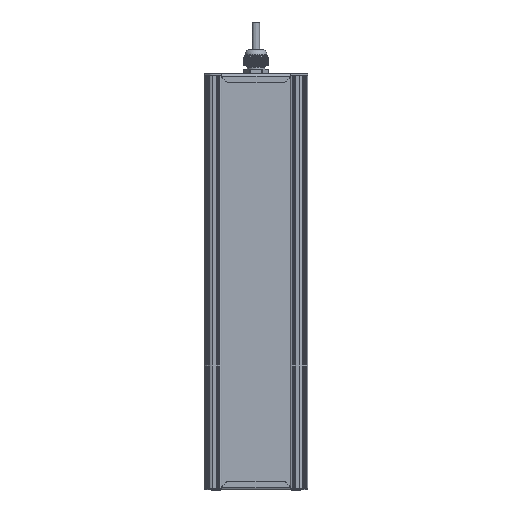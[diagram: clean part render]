
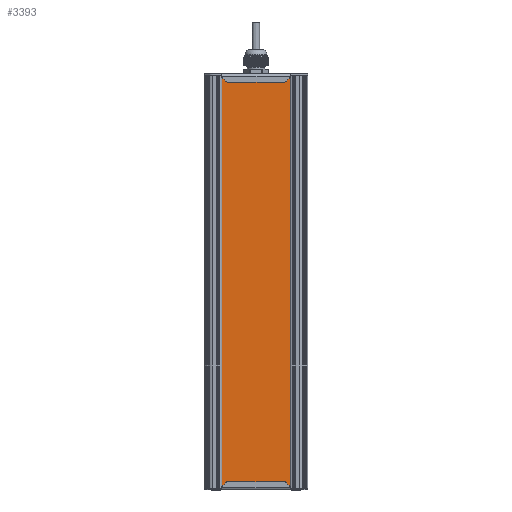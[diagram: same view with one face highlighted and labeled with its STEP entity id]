
A CAD part, front view. The second image highlights one B-rep face of the part: STEP entity #3393.
In plain terms, the highlighted face is planar.
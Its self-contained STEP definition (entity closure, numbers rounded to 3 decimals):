
#3393=ADVANCED_FACE('',(#14837),#14839,.T.);
#14837=FACE_BOUND('',#14838,.T.);
#14838=EDGE_LOOP('',(#42965,#42966,#42967,#42968));
#14839=PLANE('',#14840);
#14840=AXIS2_PLACEMENT_3D('',#14841,#14842,#14843);
#14841=CARTESIAN_POINT('',(120.465,593.492,117.308));
#14842=DIRECTION('',(0.,0.,-1.));
#14843=DIRECTION('',(0.,1.,0.));
#42965=ORIENTED_EDGE('',*,*,#50265,.T.);
#42966=ORIENTED_EDGE('',*,*,#50267,.F.);
#42967=ORIENTED_EDGE('',*,*,#50268,.F.);
#42968=ORIENTED_EDGE('',*,*,#50269,.T.);
#50265=EDGE_CURVE('',#56250,#56248,#56251,.T.);
#50267=EDGE_CURVE('',#56253,#56248,#56254,.T.);
#50268=EDGE_CURVE('',#56255,#56253,#56256,.T.);
#50269=EDGE_CURVE('',#56255,#56250,#56257,.T.);
#56248=VERTEX_POINT('',#75648);
#56250=VERTEX_POINT('',#75652);
#56251=LINE('',#75653,#75654);
#56253=VERTEX_POINT('',#75659);
#56254=LINE('',#75660,#75661);
#56255=VERTEX_POINT('',#75663);
#56256=LINE('',#75664,#75665);
#56257=LINE('',#75667,#75668);
#75648=CARTESIAN_POINT('',(491.465,679.838,117.308));
#75652=CARTESIAN_POINT('',(45.465,679.838,117.308));
#75653=CARTESIAN_POINT('',(45.465,679.838,117.308));
#75654=VECTOR('',#75655,1.);
#75655=DIRECTION('',(1.,0.,0.));
#75659=CARTESIAN_POINT('',(491.465,593.492,117.308));
#75660=CARTESIAN_POINT('',(491.465,593.492,117.308));
#75661=VECTOR('',#75662,1.);
#75662=DIRECTION('',(0.,1.,0.));
#75663=CARTESIAN_POINT('',(45.465,593.492,117.308));
#75664=CARTESIAN_POINT('',(45.465,593.492,117.308));
#75665=VECTOR('',#75666,1.);
#75666=DIRECTION('',(1.,0.,0.));
#75667=CARTESIAN_POINT('',(45.465,593.492,117.308));
#75668=VECTOR('',#75669,1.);
#75669=DIRECTION('',(0.,1.,0.));
